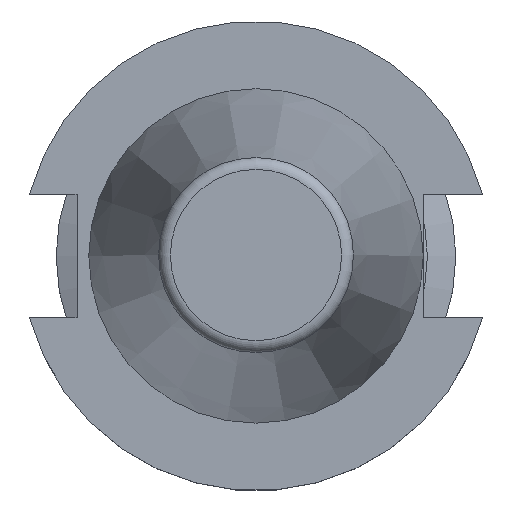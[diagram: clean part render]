
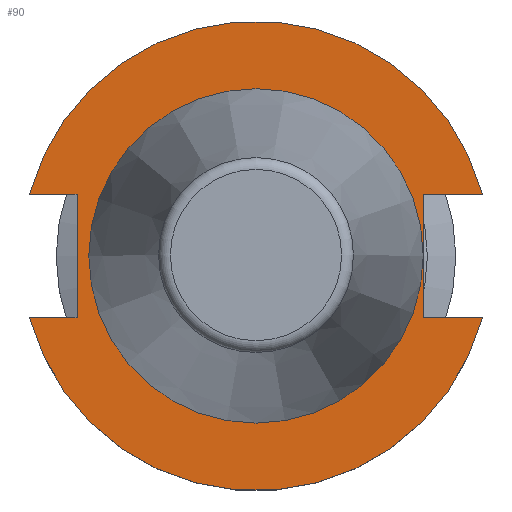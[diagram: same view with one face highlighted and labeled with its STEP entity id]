
A CAD part, top view. The second image highlights one B-rep face of the part: STEP entity #90.
In plain terms, the highlighted planar face has unit normal (0, 0, 1).
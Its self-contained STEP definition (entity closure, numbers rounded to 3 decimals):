
#90=ADVANCED_FACE('CU_FL_SU_5',(#137,#138),#122,.F.);
#122=PLANE('',#629);
#137=FACE_BOUND('',#167,.T.);
#138=FACE_BOUND('',#168,.T.);
#167=EDGE_LOOP('',(#263,#264,#265,#266,#267,#268,#269,#270));
#168=EDGE_LOOP('',(#271));
#212=CIRCLE('',#620,49.2);
#214=CIRCLE('',#623,49.2);
#217=CIRCLE('',#628,34.7);
#263=ORIENTED_EDGE('',*,*,#446,.F.);
#264=ORIENTED_EDGE('',*,*,#460,.T.);
#265=ORIENTED_EDGE('',*,*,#450,.F.);
#266=ORIENTED_EDGE('',*,*,#461,.F.);
#267=ORIENTED_EDGE('',*,*,#462,.T.);
#268=ORIENTED_EDGE('',*,*,#463,.T.);
#269=ORIENTED_EDGE('',*,*,#454,.F.);
#270=ORIENTED_EDGE('',*,*,#464,.F.);
#271=ORIENTED_EDGE('',*,*,#465,.T.);
#393=VERTEX_POINT('',#878);
#394=VERTEX_POINT('',#879);
#396=VERTEX_POINT('',#885);
#397=VERTEX_POINT('',#887);
#399=VERTEX_POINT('',#893);
#401=VERTEX_POINT('',#896);
#405=VERTEX_POINT('',#909);
#406=VERTEX_POINT('',#911);
#407=VERTEX_POINT('',#915);
#446=EDGE_CURVE('',#393,#394,#516,.T.);
#450=EDGE_CURVE('',#396,#397,#212,.T.);
#454=EDGE_CURVE('',#399,#401,#214,.T.);
#460=EDGE_CURVE('',#393,#397,#525,.T.);
#461=EDGE_CURVE('',#405,#396,#526,.T.);
#462=EDGE_CURVE('',#405,#406,#527,.T.);
#463=EDGE_CURVE('',#406,#401,#528,.T.);
#464=EDGE_CURVE('',#394,#399,#529,.T.);
#465=EDGE_CURVE('',#407,#407,#217,.T.);
#516=LINE('',#877,#552);
#525=LINE('',#907,#561);
#526=LINE('',#908,#562);
#527=LINE('',#910,#563);
#528=LINE('',#912,#564);
#529=LINE('',#913,#565);
#552=VECTOR('',#701,1.);
#561=VECTOR('',#728,1.);
#562=VECTOR('',#729,1.);
#563=VECTOR('',#730,1.);
#564=VECTOR('',#731,1.);
#565=VECTOR('',#732,1.);
#620=AXIS2_PLACEMENT_3D('',#886,#707,#708);
#623=AXIS2_PLACEMENT_3D('',#895,#715,#716);
#628=AXIS2_PLACEMENT_3D('',#914,#733,#734);
#629=AXIS2_PLACEMENT_3D('',#916,#735,#736);
#701=DIRECTION('',(0.,1.,0.));
#707=DIRECTION('',(0.,0.,-1.));
#708=DIRECTION('',(-1.,0.,0.));
#715=DIRECTION('',(0.,0.,-1.));
#716=DIRECTION('',(-1.,0.,0.));
#728=DIRECTION('',(-1.,0.,0.));
#729=DIRECTION('',(1.,0.,0.));
#730=DIRECTION('',(0.,1.,0.));
#731=DIRECTION('',(1.,0.,0.));
#732=DIRECTION('',(-1.,0.,0.));
#733=DIRECTION('',(0.,0.,-1.));
#734=DIRECTION('',(-1.,0.,0.));
#735=DIRECTION('',(0.,0.,-1.));
#736=DIRECTION('',(-1.,0.,0.));
#877=CARTESIAN_POINT('',(-37.5,34.7,-3.18));
#878=CARTESIAN_POINT('',(-37.5,-12.903,-3.18));
#879=CARTESIAN_POINT('',(-37.5,12.903,-3.18));
#885=CARTESIAN_POINT('',(47.478,-12.903,-3.18));
#886=CARTESIAN_POINT('',(0.,0.,-3.18));
#887=CARTESIAN_POINT('',(-47.478,-12.903,-3.18));
#893=CARTESIAN_POINT('',(-47.478,12.903,-3.18));
#895=CARTESIAN_POINT('',(0.,0.,-3.18));
#896=CARTESIAN_POINT('',(47.478,12.903,-3.18));
#907=CARTESIAN_POINT('',(-59.2,-12.903,-3.18));
#908=CARTESIAN_POINT('',(0.,-12.903,-3.18));
#909=CARTESIAN_POINT('',(35.1,-12.903,-3.18));
#910=CARTESIAN_POINT('',(35.1,34.7,-3.18));
#911=CARTESIAN_POINT('',(35.1,12.903,-3.18));
#912=CARTESIAN_POINT('',(59.2,12.903,-3.18));
#913=CARTESIAN_POINT('',(0.,12.903,-3.18));
#914=CARTESIAN_POINT('',(0.,0.,-3.18));
#915=CARTESIAN_POINT('',(-34.7,0.,-3.18));
#916=CARTESIAN_POINT('',(0.,34.7,-3.18));
